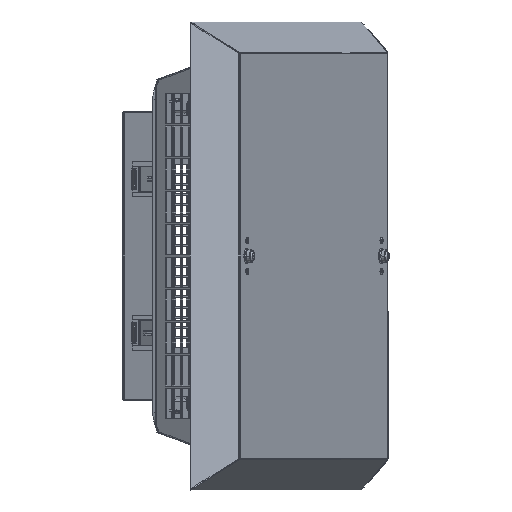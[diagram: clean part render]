
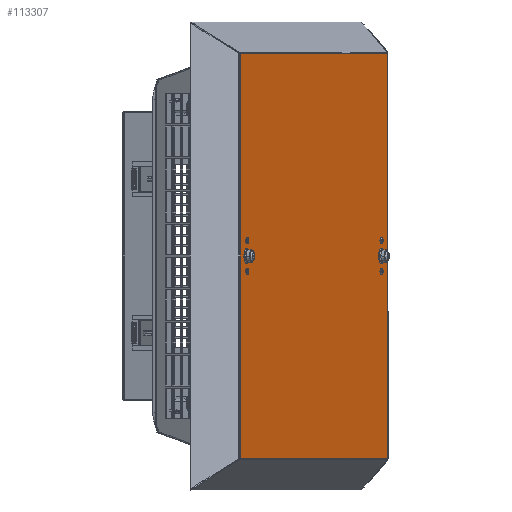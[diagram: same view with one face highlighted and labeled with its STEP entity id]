
A CAD part, front view. The second image highlights one B-rep face of the part: STEP entity #113307.
In plain terms, the highlighted face is planar.
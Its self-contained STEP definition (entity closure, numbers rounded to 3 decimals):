
#111786=DIRECTION('',(1.,0.,0.));
#111787=VECTOR('',#111786,394.721);
#111788=CARTESIAN_POINT('',(-197.361,40.,197.361));
#111789=LINE('',#111788,#111787);
#111808=CARTESIAN_POINT('',(-180.,40.,0.));
#111809=DIRECTION('',(0.,1.,0.));
#111810=DIRECTION('',(-1.,0.,0.));
#111811=AXIS2_PLACEMENT_3D('',#111808,#111809,#111810);
#111813=CARTESIAN_POINT('',(-180.,40.,0.));
#111814=DIRECTION('',(0.,1.,0.));
#111815=DIRECTION('',(-1.,0.,0.011));
#111816=AXIS2_PLACEMENT_3D('',#111813,#111814,#111815);
#111818=CARTESIAN_POINT('',(-180.,40.,0.));
#111819=DIRECTION('',(0.,1.,0.));
#111820=DIRECTION('',(1.,0.,0.));
#111821=AXIS2_PLACEMENT_3D('',#111818,#111819,#111820);
#111823=CARTESIAN_POINT('',(-180.,40.,0.));
#111824=DIRECTION('',(0.,1.,0.));
#111825=DIRECTION('',(1.,0.,-0.011));
#111826=AXIS2_PLACEMENT_3D('',#111823,#111824,#111825);
#111828=CARTESIAN_POINT('',(180.,40.,0.));
#111829=DIRECTION('',(0.,1.,0.));
#111830=DIRECTION('',(-1.,0.,0.));
#111831=AXIS2_PLACEMENT_3D('',#111828,#111829,#111830);
#111833=CARTESIAN_POINT('',(180.,40.,0.));
#111834=DIRECTION('',(0.,1.,0.));
#111835=DIRECTION('',(-1.,0.,0.011));
#111836=AXIS2_PLACEMENT_3D('',#111833,#111834,#111835);
#111838=CARTESIAN_POINT('',(180.,40.,0.));
#111839=DIRECTION('',(0.,1.,0.));
#111840=DIRECTION('',(1.,0.,0.));
#111841=AXIS2_PLACEMENT_3D('',#111838,#111839,#111840);
#111843=CARTESIAN_POINT('',(180.,40.,0.));
#111844=DIRECTION('',(0.,1.,0.));
#111845=DIRECTION('',(1.,0.,-0.011));
#111846=AXIS2_PLACEMENT_3D('',#111843,#111844,#111845);
#111848=CARTESIAN_POINT('',(179.3,40.,-15.));
#111849=DIRECTION('',(0.,1.,0.));
#111850=DIRECTION('',(-1.,0.,0.));
#111851=AXIS2_PLACEMENT_3D('',#111848,#111849,#111850);
#111853=CARTESIAN_POINT('',(179.3,40.,-15.));
#111854=DIRECTION('',(0.,1.,0.));
#111855=DIRECTION('',(1.,0.,0.));
#111856=AXIS2_PLACEMENT_3D('',#111853,#111854,#111855);
#111858=CARTESIAN_POINT('',(179.3,40.,15.));
#111859=DIRECTION('',(0.,1.,0.));
#111860=DIRECTION('',(-1.,0.,0.));
#111861=AXIS2_PLACEMENT_3D('',#111858,#111859,#111860);
#111863=CARTESIAN_POINT('',(179.3,40.,15.));
#111864=DIRECTION('',(0.,1.,0.));
#111865=DIRECTION('',(1.,0.,0.));
#111866=AXIS2_PLACEMENT_3D('',#111863,#111864,#111865);
#111868=CARTESIAN_POINT('',(-179.3,40.,15.));
#111869=DIRECTION('',(0.,1.,0.));
#111870=DIRECTION('',(-1.,0.,0.));
#111871=AXIS2_PLACEMENT_3D('',#111868,#111869,#111870);
#111873=CARTESIAN_POINT('',(-179.3,40.,15.));
#111874=DIRECTION('',(0.,1.,0.));
#111875=DIRECTION('',(1.,0.,0.));
#111876=AXIS2_PLACEMENT_3D('',#111873,#111874,#111875);
#111878=CARTESIAN_POINT('',(-179.3,40.,-15.));
#111879=DIRECTION('',(0.,1.,0.));
#111880=DIRECTION('',(-1.,0.,0.));
#111881=AXIS2_PLACEMENT_3D('',#111878,#111879,#111880);
#111883=CARTESIAN_POINT('',(-179.3,40.,-15.));
#111884=DIRECTION('',(0.,1.,0.));
#111885=DIRECTION('',(1.,0.,0.));
#111886=AXIS2_PLACEMENT_3D('',#111883,#111884,#111885);
#111899=DIRECTION('',(-1.,0.,0.));
#111900=VECTOR('',#111899,394.721);
#111901=CARTESIAN_POINT('',(197.361,40.,-197.361));
#111902=LINE('',#111901,#111900);
#112193=DIRECTION('',(0.,0.,-1.));
#112194=VECTOR('',#112193,394.721);
#112195=CARTESIAN_POINT('',(197.361,40.,197.361));
#112196=LINE('',#112195,#112194);
#112503=DIRECTION('',(0.,0.,1.));
#112504=VECTOR('',#112503,394.721);
#112505=CARTESIAN_POINT('',(-197.361,40.,-197.361));
#112506=LINE('',#112505,#112504);
#112910=CARTESIAN_POINT('',(-197.361,40.,197.361));
#112911=CARTESIAN_POINT('',(197.361,40.,197.361));
#112912=VERTEX_POINT('',#112910);
#112913=VERTEX_POINT('',#112911);
#112914=CARTESIAN_POINT('',(197.361,40.,-197.361));
#112915=CARTESIAN_POINT('',(-197.361,40.,-197.361));
#112916=VERTEX_POINT('',#112914);
#112917=VERTEX_POINT('',#112915);
#112918=CARTESIAN_POINT('',(-187.492,40.,0.079));
#112919=CARTESIAN_POINT('',(-172.507,40.,0.));
#112920=VERTEX_POINT('',#112918);
#112921=VERTEX_POINT('',#112919);
#112922=CARTESIAN_POINT('',(-187.493,40.,0.));
#112923=VERTEX_POINT('',#112922);
#112924=CARTESIAN_POINT('',(-172.508,40.,-0.079));
#112925=VERTEX_POINT('',#112924);
#112926=CARTESIAN_POINT('',(172.508,40.,0.079));
#112927=CARTESIAN_POINT('',(187.493,40.,0.));
#112928=VERTEX_POINT('',#112926);
#112929=VERTEX_POINT('',#112927);
#112930=CARTESIAN_POINT('',(172.507,40.,0.));
#112931=VERTEX_POINT('',#112930);
#112932=CARTESIAN_POINT('',(187.492,40.,-0.079));
#112933=VERTEX_POINT('',#112932);
#112934=CARTESIAN_POINT('',(177.55,40.,-15.));
#112935=CARTESIAN_POINT('',(181.05,40.,-15.));
#112936=VERTEX_POINT('',#112934);
#112937=VERTEX_POINT('',#112935);
#112938=CARTESIAN_POINT('',(177.55,40.,15.));
#112939=CARTESIAN_POINT('',(181.05,40.,15.));
#112940=VERTEX_POINT('',#112938);
#112941=VERTEX_POINT('',#112939);
#112942=CARTESIAN_POINT('',(-181.05,40.,15.));
#112943=CARTESIAN_POINT('',(-177.55,40.,15.));
#112944=VERTEX_POINT('',#112942);
#112945=VERTEX_POINT('',#112943);
#112946=CARTESIAN_POINT('',(-181.05,40.,-15.));
#112947=CARTESIAN_POINT('',(-177.55,40.,-15.));
#112948=VERTEX_POINT('',#112946);
#112949=VERTEX_POINT('',#112947);
#113249=CARTESIAN_POINT('',(0.,40.,0.));
#113250=DIRECTION('',(0.,1.,0.));
#113251=DIRECTION('',(1.,0.,0.));
#113252=AXIS2_PLACEMENT_3D('',#113249,#113250,#113251);
#113253=PLANE('',#113252);
#113255=ORIENTED_EDGE('',*,*,#113254,.F.);
#113257=ORIENTED_EDGE('',*,*,#113256,.F.);
#113258=ORIENTED_EDGE('',*,*,#113239,.F.);
#113260=ORIENTED_EDGE('',*,*,#113259,.F.);
#113261=EDGE_LOOP('',(#113255,#113257,#113258,#113260));
#113262=FACE_OUTER_BOUND('',#113261,.F.);
#113264=ORIENTED_EDGE('',*,*,#113263,.T.);
#113266=ORIENTED_EDGE('',*,*,#113265,.T.);
#113268=ORIENTED_EDGE('',*,*,#113267,.T.);
#113270=ORIENTED_EDGE('',*,*,#113269,.T.);
#113271=EDGE_LOOP('',(#113264,#113266,#113268,#113270));
#113272=FACE_BOUND('',#113271,.F.);
#113274=ORIENTED_EDGE('',*,*,#113273,.T.);
#113276=ORIENTED_EDGE('',*,*,#113275,.T.);
#113278=ORIENTED_EDGE('',*,*,#113277,.T.);
#113280=ORIENTED_EDGE('',*,*,#113279,.T.);
#113281=EDGE_LOOP('',(#113274,#113276,#113278,#113280));
#113282=FACE_BOUND('',#113281,.F.);
#113284=ORIENTED_EDGE('',*,*,#113283,.T.);
#113286=ORIENTED_EDGE('',*,*,#113285,.T.);
#113287=EDGE_LOOP('',(#113284,#113286));
#113288=FACE_BOUND('',#113287,.F.);
#113290=ORIENTED_EDGE('',*,*,#113289,.T.);
#113292=ORIENTED_EDGE('',*,*,#113291,.T.);
#113293=EDGE_LOOP('',(#113290,#113292));
#113294=FACE_BOUND('',#113293,.F.);
#113296=ORIENTED_EDGE('',*,*,#113295,.T.);
#113298=ORIENTED_EDGE('',*,*,#113297,.T.);
#113299=EDGE_LOOP('',(#113296,#113298));
#113300=FACE_BOUND('',#113299,.F.);
#113302=ORIENTED_EDGE('',*,*,#113301,.T.);
#113304=ORIENTED_EDGE('',*,*,#113303,.T.);
#113305=EDGE_LOOP('',(#113302,#113304));
#113306=FACE_BOUND('',#113305,.F.);
#113307=ADVANCED_FACE('',(#113262,#113272,#113282,#113288,#113294,#113300,
#113306),#113253,.T.);
#111812=CIRCLE('',#111811,7.493);
#111817=CIRCLE('',#111816,7.493);
#111822=CIRCLE('',#111821,7.493);
#111827=CIRCLE('',#111826,7.493);
#111832=CIRCLE('',#111831,7.493);
#111837=CIRCLE('',#111836,7.493);
#111842=CIRCLE('',#111841,7.493);
#111847=CIRCLE('',#111846,7.493);
#111852=CIRCLE('',#111851,1.75);
#111857=CIRCLE('',#111856,1.75);
#111862=CIRCLE('',#111861,1.75);
#111867=CIRCLE('',#111866,1.75);
#111872=CIRCLE('',#111871,1.75);
#111877=CIRCLE('',#111876,1.75);
#111882=CIRCLE('',#111881,1.75);
#111887=CIRCLE('',#111886,1.75);
#113239=EDGE_CURVE('',#112912,#112913,#111789,.T.);
#113254=EDGE_CURVE('',#112916,#112917,#111902,.T.);
#113256=EDGE_CURVE('',#112913,#112916,#112196,.T.);
#113259=EDGE_CURVE('',#112917,#112912,#112506,.T.);
#113263=EDGE_CURVE('',#112923,#112920,#111812,.T.);
#113265=EDGE_CURVE('',#112920,#112921,#111817,.T.);
#113267=EDGE_CURVE('',#112921,#112925,#111822,.T.);
#113269=EDGE_CURVE('',#112925,#112923,#111827,.T.);
#113273=EDGE_CURVE('',#112931,#112928,#111832,.T.);
#113275=EDGE_CURVE('',#112928,#112929,#111837,.T.);
#113277=EDGE_CURVE('',#112929,#112933,#111842,.T.);
#113279=EDGE_CURVE('',#112933,#112931,#111847,.T.);
#113283=EDGE_CURVE('',#112936,#112937,#111852,.T.);
#113285=EDGE_CURVE('',#112937,#112936,#111857,.T.);
#113289=EDGE_CURVE('',#112940,#112941,#111862,.T.);
#113291=EDGE_CURVE('',#112941,#112940,#111867,.T.);
#113295=EDGE_CURVE('',#112944,#112945,#111872,.T.);
#113297=EDGE_CURVE('',#112945,#112944,#111877,.T.);
#113301=EDGE_CURVE('',#112948,#112949,#111882,.T.);
#113303=EDGE_CURVE('',#112949,#112948,#111887,.T.);
